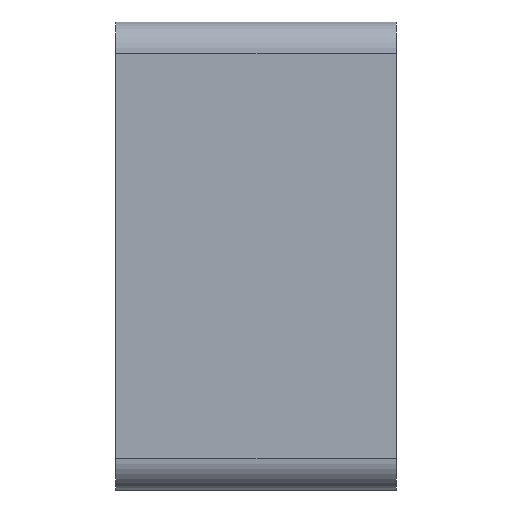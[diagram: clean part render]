
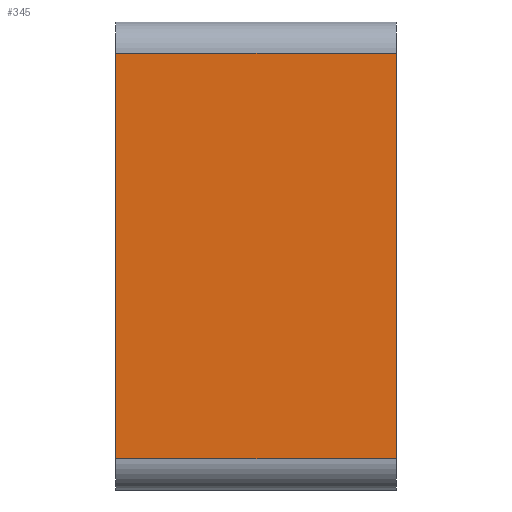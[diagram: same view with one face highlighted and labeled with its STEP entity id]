
A CAD part, left-side view. The second image highlights one B-rep face of the part: STEP entity #345.
In plain terms, the highlighted planar face has unit normal (-1, 0, 0).
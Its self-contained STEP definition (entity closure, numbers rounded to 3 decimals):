
#25=PLANE('',#402);
#43=FACE_OUTER_BOUND('',#62,.T.);
#62=EDGE_LOOP('',(#301,#302,#303,#304));
#81=LINE('',#560,#113);
#86=LINE('',#572,#118);
#90=LINE('',#587,#122);
#96=LINE('',#603,#128);
#113=VECTOR('',#458,10.);
#118=VECTOR('',#469,10.);
#122=VECTOR('',#483,10.);
#128=VECTOR('',#503,10.);
#162=VERTEX_POINT('',#557);
#163=VERTEX_POINT('',#559);
#167=VERTEX_POINT('',#571);
#172=VERTEX_POINT('',#583);
#202=EDGE_CURVE('',#162,#163,#81,.T.);
#208=EDGE_CURVE('',#167,#163,#86,.T.);
#216=EDGE_CURVE('',#167,#172,#90,.T.);
#224=EDGE_CURVE('',#172,#162,#96,.T.);
#301=ORIENTED_EDGE('',*,*,#202,.F.);
#302=ORIENTED_EDGE('',*,*,#224,.F.);
#303=ORIENTED_EDGE('',*,*,#216,.F.);
#304=ORIENTED_EDGE('',*,*,#208,.T.);
#345=ADVANCED_FACE('',(#43),#25,.T.);
#402=AXIS2_PLACEMENT_3D('',#602,#501,#502);
#458=DIRECTION('',(0.,-1.,0.));
#469=DIRECTION('',(0.,0.,1.));
#483=DIRECTION('',(0.,1.,0.));
#501=DIRECTION('center_axis',(-1.,0.,0.));
#502=DIRECTION('ref_axis',(0.,0.,1.));
#503=DIRECTION('',(0.,0.,1.));
#557=CARTESIAN_POINT('',(-30.,18.,-2.));
#559=CARTESIAN_POINT('',(-30.,0.,-2.));
#560=CARTESIAN_POINT('',(-30.,0.,-2.));
#571=CARTESIAN_POINT('',(-30.,0.,-28.));
#572=CARTESIAN_POINT('',(-30.,0.,-30.));
#583=CARTESIAN_POINT('',(-30.,18.,-28.));
#587=CARTESIAN_POINT('',(-30.,0.,-28.));
#602=CARTESIAN_POINT('Origin',(-30.,0.,-30.));
#603=CARTESIAN_POINT('',(-30.,18.,-30.));
